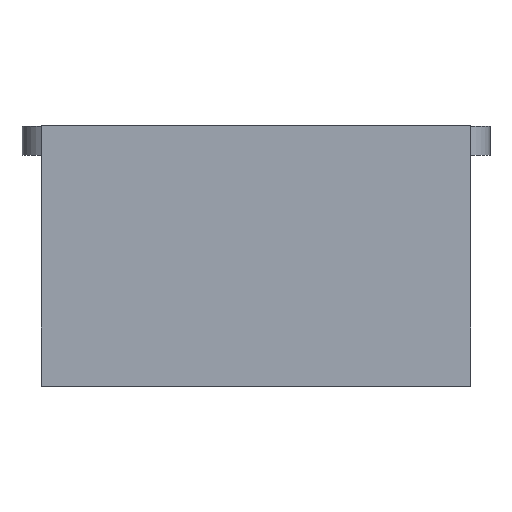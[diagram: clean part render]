
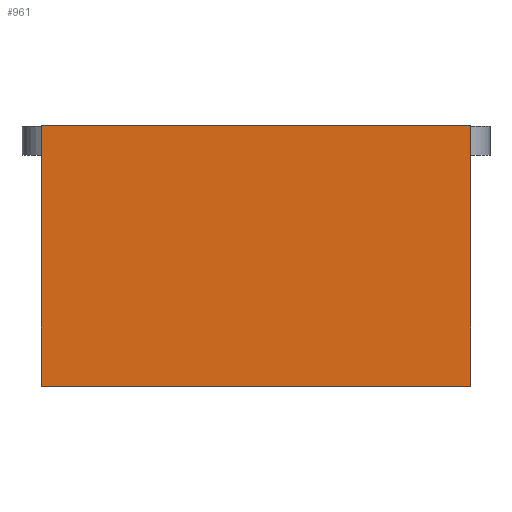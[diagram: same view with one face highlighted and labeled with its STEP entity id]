
A CAD part, top view. The second image highlights one B-rep face of the part: STEP entity #961.
In plain terms, the highlighted planar face has unit normal (0, 0, 1).
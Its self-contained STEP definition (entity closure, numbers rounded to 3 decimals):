
#97=FACE_OUTER_BOUND('',#147,.T.);
#147=EDGE_LOOP('',(#645,#646,#647,#648));
#213=LINE('',#1374,#310);
#214=LINE('',#1376,#311);
#215=LINE('',#1378,#312);
#216=LINE('',#1379,#313);
#310=VECTOR('',#1115,10.);
#311=VECTOR('',#1116,10.);
#312=VECTOR('',#1117,10.);
#313=VECTOR('',#1118,10.);
#407=VERTEX_POINT('',#1372);
#408=VERTEX_POINT('',#1373);
#409=VERTEX_POINT('',#1375);
#410=VERTEX_POINT('',#1377);
#502=EDGE_CURVE('',#407,#408,#213,.T.);
#503=EDGE_CURVE('',#408,#409,#214,.T.);
#504=EDGE_CURVE('',#409,#410,#215,.T.);
#505=EDGE_CURVE('',#410,#407,#216,.T.);
#645=ORIENTED_EDGE('',*,*,#502,.T.);
#646=ORIENTED_EDGE('',*,*,#503,.T.);
#647=ORIENTED_EDGE('',*,*,#504,.T.);
#648=ORIENTED_EDGE('',*,*,#505,.T.);
#931=PLANE('',#1031);
#961=ADVANCED_FACE('',(#97),#931,.T.);
#1031=AXIS2_PLACEMENT_3D('',#1371,#1113,#1114);
#1113=DIRECTION('center_axis',(0.,0.,1.));
#1114=DIRECTION('ref_axis',(1.,0.,0.));
#1115=DIRECTION('',(-1.,0.,0.));
#1116=DIRECTION('',(0.,-1.,0.));
#1117=DIRECTION('',(1.,0.,0.));
#1118=DIRECTION('',(0.,1.,0.));
#1371=CARTESIAN_POINT('Origin',(0.026,2.6,-41.55));
#1372=CARTESIAN_POINT('',(22.076,15.95,-41.55));
#1373=CARTESIAN_POINT('',(-22.024,15.95,-41.55));
#1374=CARTESIAN_POINT('',(22.076,15.95,-41.55));
#1375=CARTESIAN_POINT('',(-22.024,-10.75,-41.55));
#1376=CARTESIAN_POINT('',(-22.024,15.95,-41.55));
#1377=CARTESIAN_POINT('',(22.076,-10.75,-41.55));
#1378=CARTESIAN_POINT('',(-22.024,-10.75,-41.55));
#1379=CARTESIAN_POINT('',(22.076,-10.75,-41.55));
